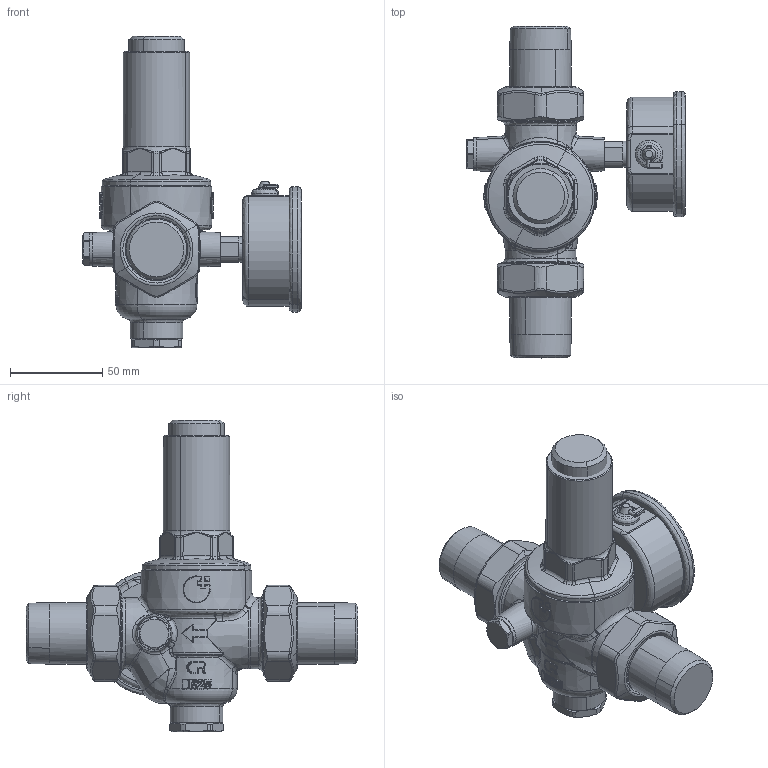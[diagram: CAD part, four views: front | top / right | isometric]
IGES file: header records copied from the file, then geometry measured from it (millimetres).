
Start section:  PTC IGES file: 536063 AUS (IGS).igs
Global section: file name: 536063 AUS (IGS).igs; native system: Creo Parametric by PTC Inc.; preprocessor: 2016050; author: sparenzan; organization: Unknown; date: 20170330.143036; units: inch
Bounding box: 118.48 x 180 x 169.2 mm (x, y, z)
Surface area: 69083.8 mm2 (no closed solid volume)
Topology: 0 solids, 0 shells, 879 faces, 4033 edges, 3974 vertices
Faces by surface type: bspline 448, revolution 392, extrusion 39
